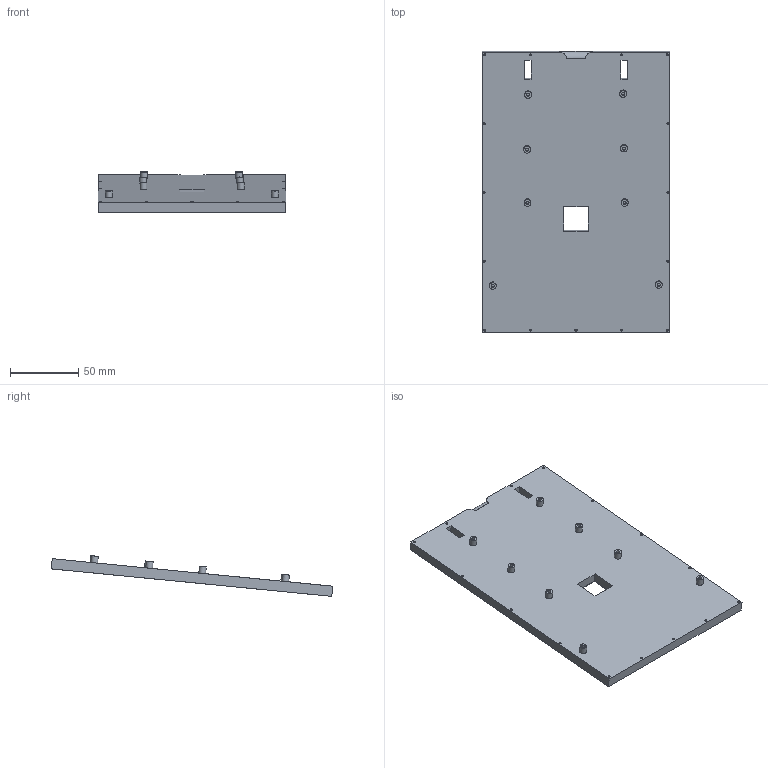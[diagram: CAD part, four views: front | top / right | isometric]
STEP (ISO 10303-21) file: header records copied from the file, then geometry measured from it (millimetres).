
FILE_DESCRIPTION(/* description */ (''),/* implementation_level */ '2;1');
FILE_NAME(/* name */ 'Fader-Module-down.step',/* time_stamp */ '2025-12-01T21:06:34+01:00',/* author */ (''),/* organization */ (''),/* preprocessor_version */ 'ST-DEVELOPER v20.1',/* originating_system */ 'Autodesk Translation Framework v14.17.0.0',/* authorisation */ '');
FILE_SCHEMA (('AUTOMOTIVE_DESIGN { 1 0 10303 214 3 1 1 }'));
Length unit declared in the file: millimetre
Products named in the file (3): PreSonus StudioLive_16.0.2; front-middle-module; middle-down
Assembly tree (2 placements, depth 3):
  PreSonus StudioLive_16.0.2
    front-middle-module
      middle-down
Bounding box: 138 x 206.75 x 29.88 mm (x, y, z)
Volume: 211045.4 mm3; surface area: 63778.6 mm2
Topology: 1 solids, 1 shells, 81 faces, 177 edges, 114 vertices
Faces by surface type: cylinder 46, plane 35
Full cylindrical faces by diameter (mm): 1.5 x15, 2.2 x1, 2.209 x1, 2.221 x1, 2.229 x1, 2.284 x1, 2.295 x1, 2.302 x1, 2.303 x1, 5 x8
Entity records: 2385 total; most frequent: DIRECTION 427, CARTESIAN_POINT 377, ORIENTED_EDGE 354, EDGE_CURVE 177, AXIS2_PLACEMENT_3D 164, EDGE_LOOP 133, VERTEX_POINT 114, LINE 99
